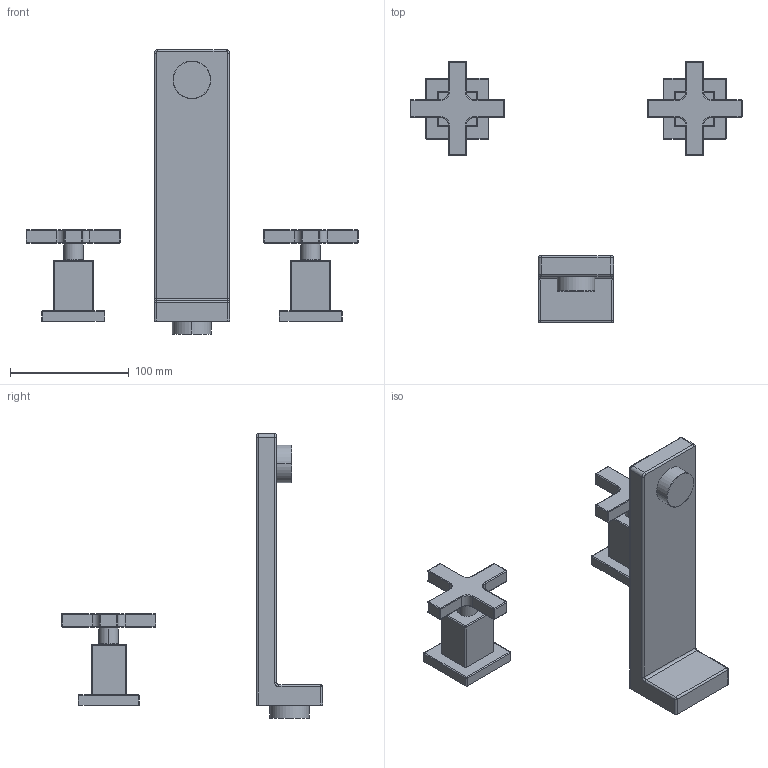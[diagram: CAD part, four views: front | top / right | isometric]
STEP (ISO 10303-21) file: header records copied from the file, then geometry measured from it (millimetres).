
FILE_DESCRIPTION((''),'2;1');
FILE_NAME('3-2995_SW0001','2020-12-02T10:56:58',('rsmith'),(''),'CREO PARAMETRIC BY PTC INC, 2018400','CREO PARAMETRIC BY PTC INC, 2018400','');
FILE_SCHEMA(('AUTOMOTIVE_DESIGN { 1 0 10303 214 1 1 1 1 }'));
Length unit declared in the file: inch
Products named in the file (1): 3-2995_SW0001
Bounding box: 279.78 x 220.22 x 239.73 mm (x, y, z)
Volume: 499071.8 mm3; surface area: 88351.1 mm2
Topology: 3 solids, 3 shells, 273 faces, 568 edges, 312 vertices
Faces by surface type: cylinder 132, plane 63, sphere 50, torus 24, bspline 4
Entity records: 11263 total; most frequent: DIRECTION 1404, CARTESIAN_POINT 1215, ORIENTED_EDGE 1136, PRESENTATION_STYLE_ASSIGNMENT 844, STYLED_ITEM 571, CURVE_STYLE 568, EDGE_CURVE 568, AXIS2_PLACEMENT_3D 567
